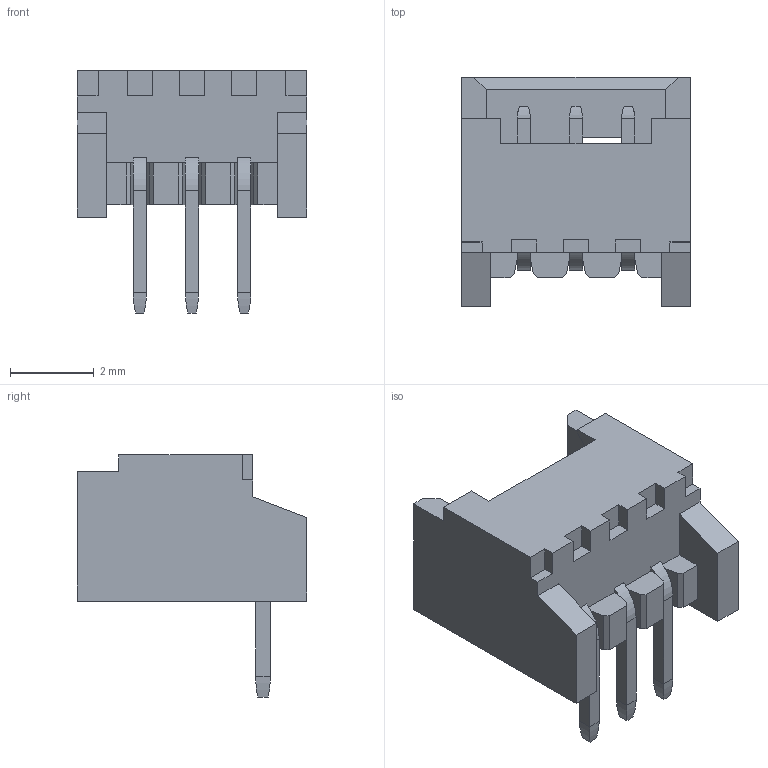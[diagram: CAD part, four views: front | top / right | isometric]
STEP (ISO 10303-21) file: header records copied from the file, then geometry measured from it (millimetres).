
FILE_DESCRIPTION(('FreeCAD Model'),'2;1');
FILE_NAME('53048-0310.step','2017-11-17T09:59:56' ,('kicad StepUp'),('ksu MCAD'),'Open CASCADE STEP processor 7.1', 'FreeCAD','Unknown');
FILE_SCHEMA(('AUTOMOTIVE_DESIGN_CC2 { 1 2 10303 214 -1 1 5 4 }'));
Length unit declared in the file: millimetre
Products named in the file (1): 53048-0310
Bounding box: 5.5 x 5.5 x 5.8 mm (x, y, z)
Volume: 47.5 mm3; surface area: 185.1 mm2
Topology: 1 solids, 1 shells, 147 faces, 384 edges, 242 vertices
Faces by surface type: plane 120, bspline 24, cylinder 3
Entity records: 6023 total; most frequent: CARTESIAN_POINT 1494, ORIENTED_EDGE 768, DIRECTION 620, EDGE_CURVE 384, LINE 348, VECTOR 348, VERTEX_POINT 242, FACE_BOUND 152
